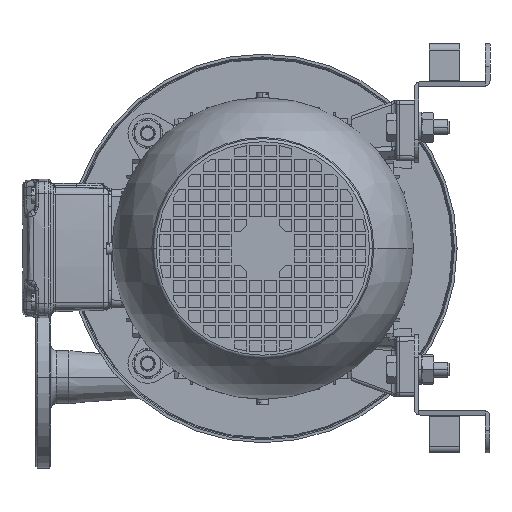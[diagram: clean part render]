
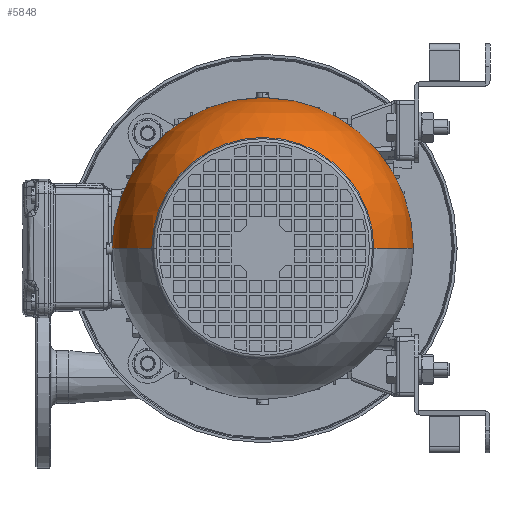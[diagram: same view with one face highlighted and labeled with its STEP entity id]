
A CAD part, left-side view. The second image highlights one B-rep face of the part: STEP entity #5848.
In plain terms, the highlighted spherical face has radius 99.5 mm.
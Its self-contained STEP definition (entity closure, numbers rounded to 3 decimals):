
#730 = VERTEX_POINT ( 'NONE', #75720 ) ;
#1459 = AXIS2_PLACEMENT_3D ( 'NONE', #62326, #14400, #70382 ) ;
#1894 = VERTEX_POINT ( 'NONE', #69491 ) ;
#5641 = EDGE_CURVE ( 'NONE', #1894, #47473, #89610, .T. ) ;
#5848 = ADVANCED_FACE ( 'NONE', ( #55721 ), #34463, .T. ) ;
#10898 = EDGE_CURVE ( 'NONE', #730, #57838, #38617, .T. ) ;
#14400 = DIRECTION ( 'NONE',  ( 0., 0., 1. ) ) ;
#14651 = ORIENTED_EDGE ( 'NONE', *, *, #5641, .T. ) ;
#20752 = DIRECTION ( 'NONE',  ( 0., 1., 0. ) ) ;
#22369 = EDGE_LOOP ( 'NONE', ( #90574, #14651, #61268, #67340 ) ) ;
#24963 = DIRECTION ( 'NONE',  ( 0., 0., -1. ) ) ;
#34463 = SPHERICAL_SURFACE ( 'NONE', #41322, 99.5 ) ;
#35474 = EDGE_CURVE ( 'NONE', #47473, #730, #62108, .T. ) ;
#38617 = CIRCLE ( 'NONE', #1459, 73.29 ) ;
#41322 = AXIS2_PLACEMENT_3D ( 'NONE', #68375, #44537, #20752 ) ;
#42379 = DIRECTION ( 'NONE',  ( -1., 0., 0. ) ) ;
#42634 = AXIS2_PLACEMENT_3D ( 'NONE', #90360, #42379, #98381 ) ;
#44537 = DIRECTION ( 'NONE',  ( 1., 0., 0. ) ) ;
#46333 = CIRCLE ( 'NONE', #56130, 99.5 ) ;
#47033 = DIRECTION ( 'NONE',  ( 1., 0., 0. ) ) ;
#47473 = VERTEX_POINT ( 'NONE', #93536 ) ;
#55721 = FACE_OUTER_BOUND ( 'NONE', #22369, .T. ) ;
#56130 = AXIS2_PLACEMENT_3D ( 'NONE', #94988, #47033, #102985 ) ;
#57838 = VERTEX_POINT ( 'NONE', #58066 ) ;
#58066 = CARTESIAN_POINT ( 'NONE',  ( 0., -73.29, -178.346 ) ) ;
#61268 = ORIENTED_EDGE ( 'NONE', *, *, #35474, .T. ) ;
#62108 = CIRCLE ( 'NONE', #42634, 99.5 ) ;
#62326 = CARTESIAN_POINT ( 'NONE',  ( 0., 0., -178.346 ) ) ;
#64813 = AXIS2_PLACEMENT_3D ( 'NONE', #72950, #24963, #81008 ) ;
#67340 = ORIENTED_EDGE ( 'NONE', *, *, #10898, .T. ) ;
#68375 = CARTESIAN_POINT ( 'NONE',  ( 0., 0., -111.05 ) ) ;
#69491 = CARTESIAN_POINT ( 'NONE',  ( 0., -99.5, -111.05 ) ) ;
#70382 = DIRECTION ( 'NONE',  ( 0., -1., 0. ) ) ;
#72950 = CARTESIAN_POINT ( 'NONE',  ( 0., 0., -111.05 ) ) ;
#75720 = CARTESIAN_POINT ( 'NONE',  ( 0., 73.29, -178.346 ) ) ;
#81008 = DIRECTION ( 'NONE',  ( 0., 1., 0. ) ) ;
#88442 = EDGE_CURVE ( 'NONE', #1894, #57838, #46333, .T. ) ;
#89610 = CIRCLE ( 'NONE', #64813, 99.5 ) ;
#90360 = CARTESIAN_POINT ( 'NONE',  ( 0., 0., -111.05 ) ) ;
#90574 = ORIENTED_EDGE ( 'NONE', *, *, #88442, .F. ) ;
#93536 = CARTESIAN_POINT ( 'NONE',  ( 0., 99.5, -111.05 ) ) ;
#94988 = CARTESIAN_POINT ( 'NONE',  ( 0., 0., -111.05 ) ) ;
#98381 = DIRECTION ( 'NONE',  ( 0., 0., 1. ) ) ;
#102985 = DIRECTION ( 'NONE',  ( 0., 1., 0. ) ) ;
